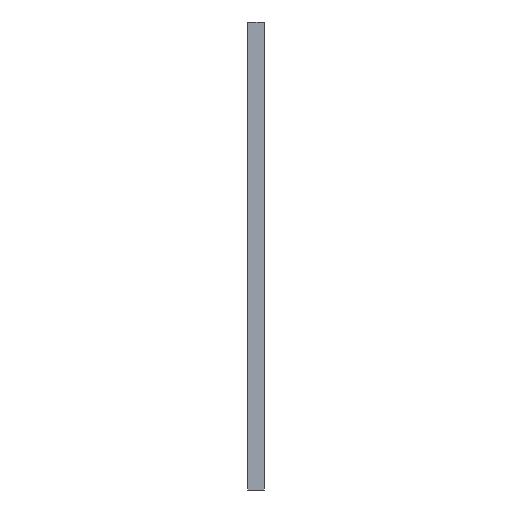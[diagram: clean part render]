
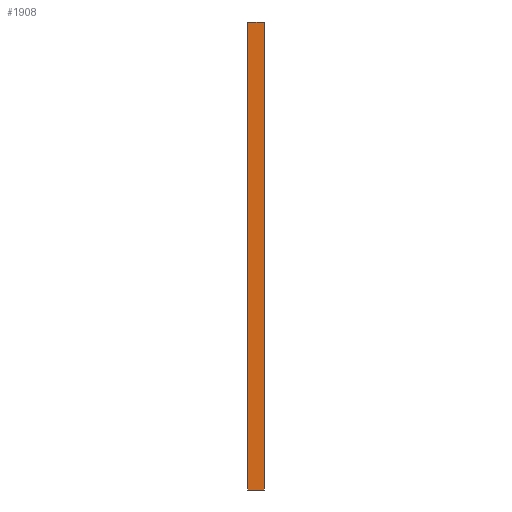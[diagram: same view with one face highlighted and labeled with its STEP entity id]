
A CAD part, left-side view. The second image highlights one B-rep face of the part: STEP entity #1908.
In plain terms, the highlighted planar face has unit normal (-1, 0, 0).
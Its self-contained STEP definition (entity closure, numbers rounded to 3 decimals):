
#113=PLANE('',#2099);
#204=FACE_OUTER_BOUND('',#353,.T.);
#353=EDGE_LOOP('',(#1762,#1763,#1764,#1765));
#363=LINE('',#2674,#532);
#404=LINE('',#2855,#573);
#522=LINE('',#3183,#691);
#523=LINE('',#3185,#692);
#532=VECTOR('',#2121,10.);
#573=VECTOR('',#2266,10.);
#691=VECTOR('',#2644,10.);
#692=VECTOR('',#2647,10.);
#797=VERTEX_POINT('',#2667);
#800=VERTEX_POINT('',#2672);
#887=VERTEX_POINT('',#2852);
#888=VERTEX_POINT('',#2854);
#979=EDGE_CURVE('',#797,#800,#363,.T.);
#1069=EDGE_CURVE('',#887,#888,#404,.T.);
#1234=EDGE_CURVE('',#800,#888,#522,.T.);
#1235=EDGE_CURVE('',#797,#887,#523,.T.);
#1762=ORIENTED_EDGE('',*,*,#979,.T.);
#1763=ORIENTED_EDGE('',*,*,#1234,.T.);
#1764=ORIENTED_EDGE('',*,*,#1069,.F.);
#1765=ORIENTED_EDGE('',*,*,#1235,.F.);
#1908=ADVANCED_FACE('',(#204),#113,.T.);
#2099=AXIS2_PLACEMENT_3D('',#3184,#2645,#2646);
#2121=DIRECTION('',(0.,0.,1.));
#2266=DIRECTION('',(0.,0.,1.));
#2644=DIRECTION('',(0.,1.,0.));
#2645=DIRECTION('center_axis',(-1.,0.,0.));
#2646=DIRECTION('ref_axis',(0.,0.,1.));
#2647=DIRECTION('',(0.,1.,0.));
#2667=CARTESIAN_POINT('',(0.,0.,0.));
#2672=CARTESIAN_POINT('',(0.,0.,290.));
#2674=CARTESIAN_POINT('',(0.,0.,275.));
#2852=CARTESIAN_POINT('',(0.,10.,0.));
#2854=CARTESIAN_POINT('',(0.,10.,290.));
#2855=CARTESIAN_POINT('',(0.,10.,275.));
#3183=CARTESIAN_POINT('',(0.,0.,290.));
#3184=CARTESIAN_POINT('Origin',(0.,0.,0.));
#3185=CARTESIAN_POINT('',(0.,0.,0.));
